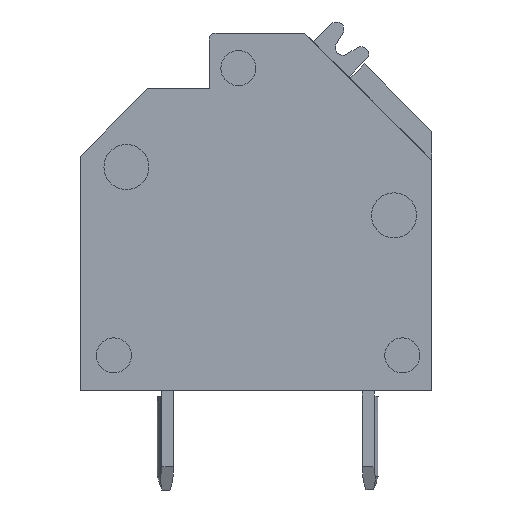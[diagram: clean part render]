
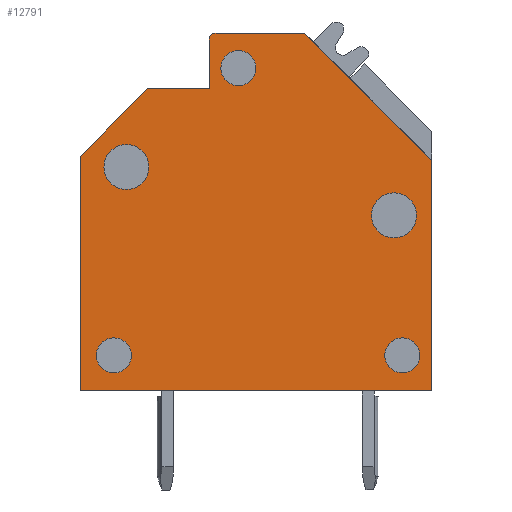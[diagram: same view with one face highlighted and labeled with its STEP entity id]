
A CAD part, left-side view. The second image highlights one B-rep face of the part: STEP entity #12791.
In plain terms, the highlighted planar face has unit normal (-1, 0, 0).
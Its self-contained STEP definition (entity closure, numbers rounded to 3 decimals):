
#739=CIRCLE('',#13937,0.6);
#740=CIRCLE('',#13938,0.77);
#741=CIRCLE('',#13939,0.6);
#742=CIRCLE('',#13940,0.6);
#743=CIRCLE('',#13941,0.77);
#744=CIRCLE('',#13942,0.2);
#3810=ORIENTED_EDGE('',*,*,#6004,.F.);
#3811=ORIENTED_EDGE('',*,*,#6005,.F.);
#3812=ORIENTED_EDGE('',*,*,#6006,.F.);
#3813=ORIENTED_EDGE('',*,*,#6007,.F.);
#3814=ORIENTED_EDGE('',*,*,#6008,.F.);
#3815=ORIENTED_EDGE('',*,*,#5986,.F.);
#3816=ORIENTED_EDGE('',*,*,#5972,.F.);
#3817=ORIENTED_EDGE('',*,*,#6000,.F.);
#3818=ORIENTED_EDGE('',*,*,#6009,.T.);
#3819=ORIENTED_EDGE('',*,*,#5997,.F.);
#3820=ORIENTED_EDGE('',*,*,#5983,.F.);
#3821=ORIENTED_EDGE('',*,*,#5996,.F.);
#3822=ORIENTED_EDGE('',*,*,#5994,.F.);
#3823=ORIENTED_EDGE('',*,*,#5991,.F.);
#5972=EDGE_CURVE('',#7316,#7317,#8627,.T.);
#5983=EDGE_CURVE('',#7325,#7326,#8635,.T.);
#5986=EDGE_CURVE('',#7317,#7328,#8638,.T.);
#5991=EDGE_CURVE('',#7328,#7331,#8643,.T.);
#5994=EDGE_CURVE('',#7331,#7332,#8646,.T.);
#5996=EDGE_CURVE('',#7332,#7325,#8648,.T.);
#5997=EDGE_CURVE('',#7326,#7333,#8649,.T.);
#6000=EDGE_CURVE('',#7334,#7316,#8652,.T.);
#6004=EDGE_CURVE('',#7336,#7336,#739,.T.);
#6005=EDGE_CURVE('',#7337,#7337,#740,.T.);
#6006=EDGE_CURVE('',#7338,#7338,#741,.T.);
#6007=EDGE_CURVE('',#7339,#7339,#742,.T.);
#6008=EDGE_CURVE('',#7340,#7340,#743,.T.);
#6009=EDGE_CURVE('',#7334,#7333,#744,.F.);
#7316=VERTEX_POINT('',#21063);
#7317=VERTEX_POINT('',#21065);
#7325=VERTEX_POINT('',#21084);
#7326=VERTEX_POINT('',#21086);
#7328=VERTEX_POINT('',#21092);
#7331=VERTEX_POINT('',#21101);
#7332=VERTEX_POINT('',#21106);
#7333=VERTEX_POINT('',#21112);
#7334=VERTEX_POINT('',#21116);
#7336=VERTEX_POINT('',#21126);
#7337=VERTEX_POINT('',#21128);
#7338=VERTEX_POINT('',#21130);
#7339=VERTEX_POINT('',#21132);
#7340=VERTEX_POINT('',#21134);
#8627=LINE('',#21064,#9982);
#8635=LINE('',#21085,#9990);
#8638=LINE('',#21091,#9993);
#8643=LINE('',#21100,#9998);
#8646=LINE('',#21105,#10001);
#8648=LINE('',#21109,#10003);
#8649=LINE('',#21111,#10004);
#8652=LINE('',#21117,#10007);
#9982=VECTOR('',#17116,1000.);
#9990=VECTOR('',#17132,1000.);
#9993=VECTOR('',#17137,1000.);
#9998=VECTOR('',#17144,1000.);
#10001=VECTOR('',#17149,1000.);
#10003=VECTOR('',#17153,1000.);
#10004=VECTOR('',#17156,1000.);
#10007=VECTOR('',#17161,1000.);
#10821=EDGE_LOOP('',(#3810));
#10822=EDGE_LOOP('',(#3811));
#10823=EDGE_LOOP('',(#3812));
#10824=EDGE_LOOP('',(#3813));
#10825=EDGE_LOOP('',(#3814));
#10826=EDGE_LOOP('',(#3815,#3816,#3817,#3818,#3819,#3820,#3821,#3822,#3823));
#11626=FACE_BOUND('',#10821,.T.);
#11627=FACE_BOUND('',#10822,.T.);
#11628=FACE_BOUND('',#10823,.T.);
#11629=FACE_BOUND('',#10824,.T.);
#11630=FACE_BOUND('',#10825,.T.);
#11631=FACE_BOUND('',#10826,.T.);
#12153=PLANE('',#13936);
#12791=ADVANCED_FACE('',(#11626,#11627,#11628,#11629,#11630,#11631),#12153,
 .F.);
#13936=AXIS2_PLACEMENT_3D('',#21124,#17169,#17170);
#13937=AXIS2_PLACEMENT_3D('',#21125,#17171,#17172);
#13938=AXIS2_PLACEMENT_3D('',#21127,#17173,#17174);
#13939=AXIS2_PLACEMENT_3D('',#21129,#17175,#17176);
#13940=AXIS2_PLACEMENT_3D('',#21131,#17177,#17178);
#13941=AXIS2_PLACEMENT_3D('',#21133,#17179,#17180);
#13942=AXIS2_PLACEMENT_3D('',#21135,#17181,#17182);
#17116=DIRECTION('',(0.,-0.707,-0.707));
#17132=DIRECTION('',(0.,-1.,0.));
#17137=DIRECTION('',(0.,0.,-1.));
#17144=DIRECTION('',(0.,1.,0.));
#17149=DIRECTION('',(0.,0.,1.));
#17153=DIRECTION('',(0.,-0.707,0.707));
#17156=DIRECTION('',(0.,0.,1.));
#17161=DIRECTION('',(0.,-1.,0.));
#17169=DIRECTION('',(1.,0.,0.));
#17170=DIRECTION('',(0.,0.,-1.));
#17171=DIRECTION('',(-1.,0.,0.));
#17172=DIRECTION('',(0.,1.,0.));
#17173=DIRECTION('',(-1.,0.,0.));
#17174=DIRECTION('',(0.,1.,0.));
#17175=DIRECTION('',(-1.,0.,0.));
#17176=DIRECTION('',(0.,1.,0.));
#17177=DIRECTION('',(-1.,0.,0.));
#17178=DIRECTION('',(0.,1.,0.));
#17179=DIRECTION('',(-1.,0.,0.));
#17180=DIRECTION('',(0.,1.,0.));
#17181=DIRECTION('',(1.,0.,0.));
#17182=DIRECTION('',(0.,0.,-1.));
#21063=CARTESIAN_POINT('',(-2.005,-1.66,8.2));
#21064=CARTESIAN_POINT('',(-2.005,-1.66,8.2));
#21065=CARTESIAN_POINT('',(-2.005,-6.,3.86));
#21084=CARTESIAN_POINT('',(-2.005,3.7,6.3));
#21085=CARTESIAN_POINT('',(-2.005,1.6,6.3));
#21086=CARTESIAN_POINT('',(-2.005,1.6,6.3));
#21091=CARTESIAN_POINT('',(-2.005,-6.,4.85));
#21092=CARTESIAN_POINT('',(-2.005,-6.,-4.));
#21100=CARTESIAN_POINT('',(-2.005,-6.,-4.));
#21101=CARTESIAN_POINT('',(-2.005,6.,-4.));
#21105=CARTESIAN_POINT('',(-2.005,6.,-4.));
#21106=CARTESIAN_POINT('',(-2.005,6.,4.));
#21109=CARTESIAN_POINT('',(-2.005,3.7,6.3));
#21111=CARTESIAN_POINT('',(-2.005,1.6,8.2));
#21112=CARTESIAN_POINT('',(-2.005,1.6,8.));
#21116=CARTESIAN_POINT('',(-2.005,1.4,8.2));
#21117=CARTESIAN_POINT('',(-2.005,1.6,8.2));
#21124=CARTESIAN_POINT('',(-2.005,0.,0.));
#21125=CARTESIAN_POINT('',(-2.005,0.6,7.006));
#21126=CARTESIAN_POINT('',(-2.005,1.2,7.006));
#21127=CARTESIAN_POINT('',(-2.005,-4.714,1.977));
#21128=CARTESIAN_POINT('',(-2.005,-3.944,1.977));
#21129=CARTESIAN_POINT('',(-2.005,-4.998,-2.804));
#21130=CARTESIAN_POINT('',(-2.005,-4.398,-2.804));
#21131=CARTESIAN_POINT('',(-2.005,4.853,-2.804));
#21132=CARTESIAN_POINT('',(-2.005,5.453,-2.804));
#21133=CARTESIAN_POINT('',(-2.005,4.424,3.628));
#21134=CARTESIAN_POINT('',(-2.005,5.194,3.628));
#21135=CARTESIAN_POINT('',(-2.005,1.4,8.));
